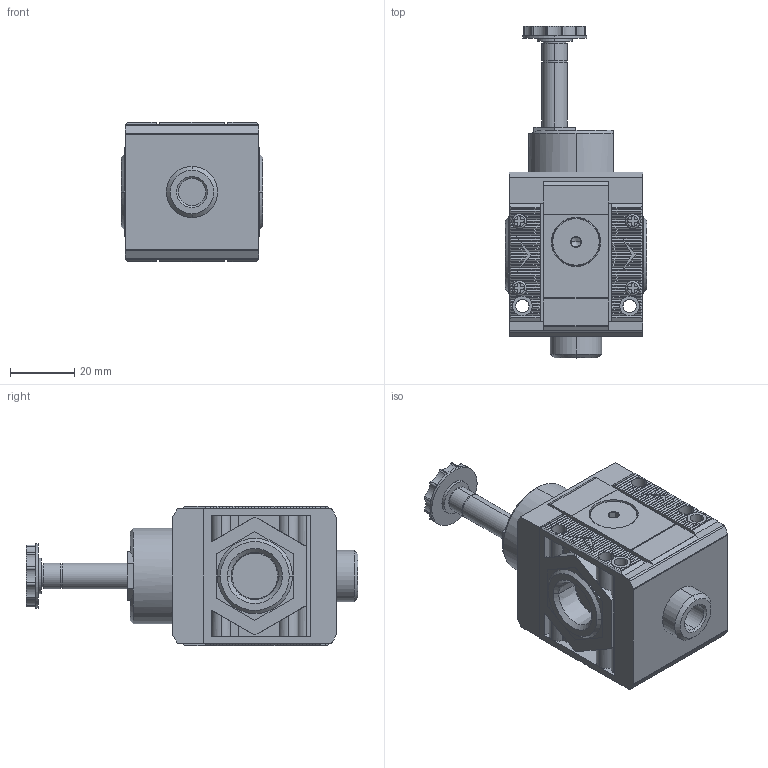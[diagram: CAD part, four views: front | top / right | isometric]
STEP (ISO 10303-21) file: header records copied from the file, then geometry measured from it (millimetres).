
FILE_DESCRIPTION (( 'STEP AP203' ), '1' );
FILE_NAME ('5U13V703.step', '2023-05-17T14:51:18', ( '' ), ( '' ), 'SwSTEP 2.0', 'SolidWorks 2021', '' );
FILE_SCHEMA (( 'CONFIG_CONTROL_DESIGN' ));
Length unit declared in the file: inch
Products named in the file (1): 5U13V703
Bounding box: 44.2 x 103.65 x 43.6 mm (x, y, z)
Volume: 98146.5 mm3; surface area: 35233.2 mm2
Topology: 13 solids, 13 shells, 1178 faces, 3091 edges, 1975 vertices
Faces by surface type: plane 809, cylinder 236, cone 97, bspline 36
Entity records: 37349 total; most frequent: CARTESIAN_POINT 8871, ORIENTED_EDGE 6166, DIRECTION 5620, EDGE_CURVE 3083, LINE 2180, VECTOR 2180, VERTEX_POINT 1975, AXIS2_PLACEMENT_3D 1720
